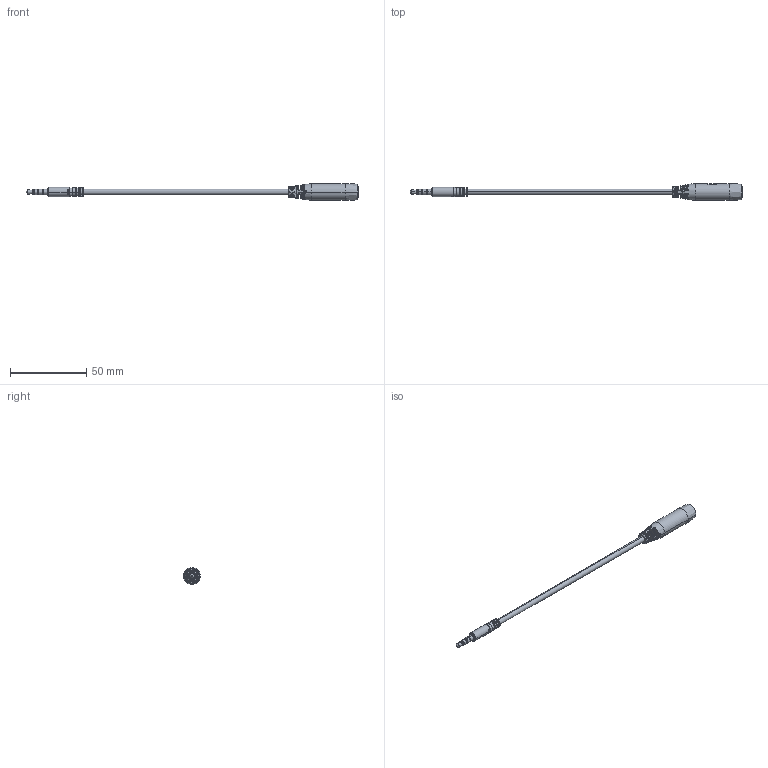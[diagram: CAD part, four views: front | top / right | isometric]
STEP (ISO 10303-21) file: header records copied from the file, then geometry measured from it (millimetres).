
FILE_DESCRIPTION (( 'STEP AP203' ), '1' );
FILE_NAME ('10-03224_revA.STEP', '2019-02-21T23:43:56', ( '' ), ( '' ), 'SwSTEP 2.0', 'SolidWorks 2015', '' );
FILE_SCHEMA (( 'CONFIG_CONTROL_DESIGN' ));
Length unit declared in the file: millimetre
Products named in the file (12): 50-00397; 50-00041 shell; 50-00041 ring; 50-00041; 10-03224_revA; 50-00041 insulator; 50-00041 contact 2; 50-00041 contact 1; 50-00041 contact 3; 30-00179_blunt cut; 24-00028; 24-00199
Assembly tree (11 placements, depth 3):
  10-03224_revA
    30-00179_blunt cut
    24-00199
    50-00041
      50-00041 contact 1
      50-00041 contact 2
      50-00041 contact 3
      50-00041 insulator
      50-00041 ring
      50-00041 shell
    24-00028
    50-00397
Bounding box: 217.9 x 11 x 11 mm (x, y, z)
Volume: 6357.6 mm3; surface area: 20954.6 mm2
Topology: 83 solids, 83 shells, 1101 faces, 2662 edges, 1756 vertices
Faces by surface type: cylinder 508, plane 427, bspline 122, torus 32, cone 12
Entity records: 38876 total; most frequent: CARTESIAN_POINT 11437, DIRECTION 5541, ORIENTED_EDGE 5316, EDGE_CURVE 2658, AXIS2_PLACEMENT_3D 2198, VERTEX_POINT 1756, EDGE_LOOP 1290, CIRCLE 1204
